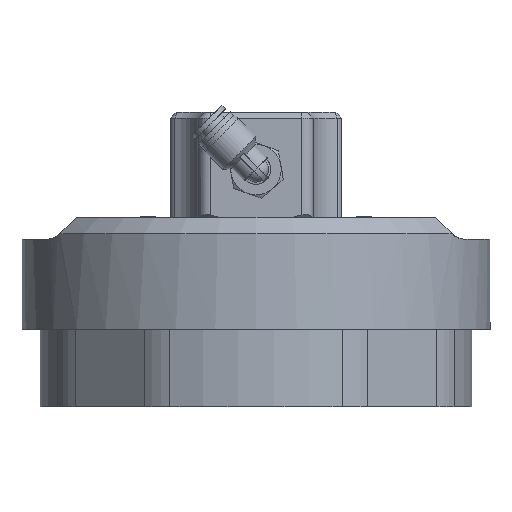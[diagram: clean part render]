
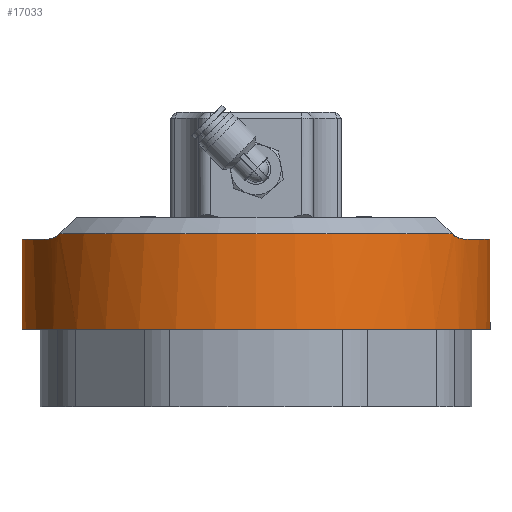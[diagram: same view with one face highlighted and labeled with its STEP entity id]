
A CAD part, front view. The second image highlights one B-rep face of the part: STEP entity #17033.
In plain terms, the highlighted cylindrical face has radius 65 mm (diameter 130 mm), a partial arc.
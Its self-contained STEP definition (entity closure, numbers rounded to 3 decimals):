
#703=B_SPLINE_CURVE_WITH_KNOTS('',3,(#26523,#26524,#26525,#26526,#26527),
 .UNSPECIFIED.,.F.,.F.,(4,1,4),(0.,0.004,
0.007),.UNSPECIFIED.);
#705=B_SPLINE_CURVE_WITH_KNOTS('',3,(#26576,#26577,#26578,#26579,#26580),
 .UNSPECIFIED.,.F.,.F.,(4,1,4),(0.,0.004,
0.007),.UNSPECIFIED.);
#853=CYLINDRICAL_SURFACE('',#17882,65.);
#1664=LINE('',#26585,#2670);
#1665=LINE('',#26587,#2671);
#2670=VECTOR('',#20181,1000.);
#2671=VECTOR('',#20184,1000.);
#5183=ORIENTED_EDGE('',*,*,#7969,.F.);
#5184=ORIENTED_EDGE('',*,*,#7937,.T.);
#5185=ORIENTED_EDGE('',*,*,#7946,.F.);
#5186=ORIENTED_EDGE('',*,*,#7955,.F.);
#5187=ORIENTED_EDGE('',*,*,#7973,.T.);
#5188=ORIENTED_EDGE('',*,*,#7875,.F.);
#5189=ORIENTED_EDGE('',*,*,#7972,.F.);
#5190=ORIENTED_EDGE('',*,*,#7960,.F.);
#7875=EDGE_CURVE('',#9357,#9358,#9982,.T.);
#7937=EDGE_CURVE('',#9395,#9397,#10006,.T.);
#7946=EDGE_CURVE('',#9403,#9397,#703,.T.);
#7955=EDGE_CURVE('',#9411,#9403,#10012,.T.);
#7960=EDGE_CURVE('',#9414,#9415,#10014,.T.);
#7969=EDGE_CURVE('',#9395,#9414,#705,.T.);
#7972=EDGE_CURVE('',#9415,#9357,#1664,.T.);
#7973=EDGE_CURVE('',#9411,#9358,#1665,.T.);
#9357=VERTEX_POINT('',#26364);
#9358=VERTEX_POINT('',#26366);
#9395=VERTEX_POINT('',#26487);
#9397=VERTEX_POINT('',#26494);
#9403=VERTEX_POINT('',#26522);
#9411=VERTEX_POINT('',#26544);
#9414=VERTEX_POINT('',#26554);
#9415=VERTEX_POINT('',#26556);
#9982=CIRCLE('',#17816,65.);
#10006=CIRCLE('',#17862,65.);
#10012=CIRCLE('',#17872,65.);
#10014=CIRCLE('',#17876,65.);
#10729=EDGE_LOOP('',(#5183,#5184,#5185,#5186,#5187,#5188,#5189,#5190));
#11609=FACE_BOUND('',#10729,.T.);
#17033=ADVANCED_FACE('',(#11609),#853,.T.);
#17816=AXIS2_PLACEMENT_3D('',#26365,#19995,#19996);
#17862=AXIS2_PLACEMENT_3D('',#26495,#20123,#20124);
#17872=AXIS2_PLACEMENT_3D('',#26545,#20151,#20152);
#17876=AXIS2_PLACEMENT_3D('',#26555,#20162,#20163);
#17882=AXIS2_PLACEMENT_3D('',#26586,#20182,#20183);
#19995=DIRECTION('',(0.,-1.,0.));
#19996=DIRECTION('',(0.,0.,1.));
#20123=DIRECTION('',(0.,-1.,0.));
#20124=DIRECTION('',(0.,0.,1.));
#20151=DIRECTION('',(0.,1.,0.));
#20152=DIRECTION('',(0.,0.,-1.));
#20162=DIRECTION('',(0.,1.,0.));
#20163=DIRECTION('',(0.,0.,-1.));
#20181=DIRECTION('',(0.,-1.,0.));
#20182=DIRECTION('',(0.,-1.,0.));
#20183=DIRECTION('',(0.,0.,-1.));
#20184=DIRECTION('',(0.,-1.,0.));
#26364=CARTESIAN_POINT('',(-60.,4.,65.));
#26365=CARTESIAN_POINT('',(-60.,4.,0.));
#26366=CARTESIAN_POINT('',(-60.,4.,-65.));
#26487=CARTESIAN_POINT('',(-95.476,30.5,54.465));
#26494=CARTESIAN_POINT('',(-95.476,30.5,-54.465));
#26495=CARTESIAN_POINT('',(-60.,30.5,0.));
#26522=CARTESIAN_POINT('',(-89.342,29.036,-58.001));
#26523=CARTESIAN_POINT('',(-89.342,29.036,-58.001));
#26524=CARTESIAN_POINT('',(-90.432,29.036,-57.449));
#26525=CARTESIAN_POINT('',(-92.554,29.212,-56.299));
#26526=CARTESIAN_POINT('',(-94.572,29.911,-55.054));
#26527=CARTESIAN_POINT('',(-95.476,30.5,-54.465));
#26544=CARTESIAN_POINT('',(-60.,29.036,-65.));
#26545=CARTESIAN_POINT('',(-60.,29.036,0.));
#26554=CARTESIAN_POINT('',(-89.342,29.036,58.001));
#26555=CARTESIAN_POINT('',(-60.,29.036,0.));
#26556=CARTESIAN_POINT('',(-60.,29.036,65.));
#26576=CARTESIAN_POINT('',(-95.476,30.5,54.465));
#26577=CARTESIAN_POINT('',(-94.572,29.911,55.054));
#26578=CARTESIAN_POINT('',(-92.577,29.217,56.286));
#26579=CARTESIAN_POINT('',(-90.432,29.036,57.449));
#26580=CARTESIAN_POINT('',(-89.342,29.036,58.001));
#26585=CARTESIAN_POINT('',(-60.,316.78,65.));
#26586=CARTESIAN_POINT('',(-60.,316.78,0.));
#26587=CARTESIAN_POINT('',(-60.,316.78,-65.));
